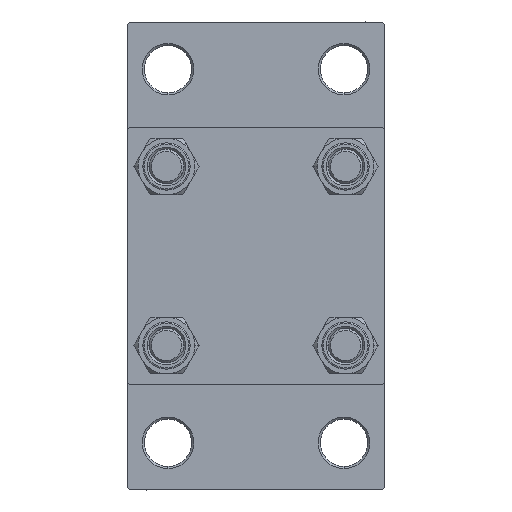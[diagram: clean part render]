
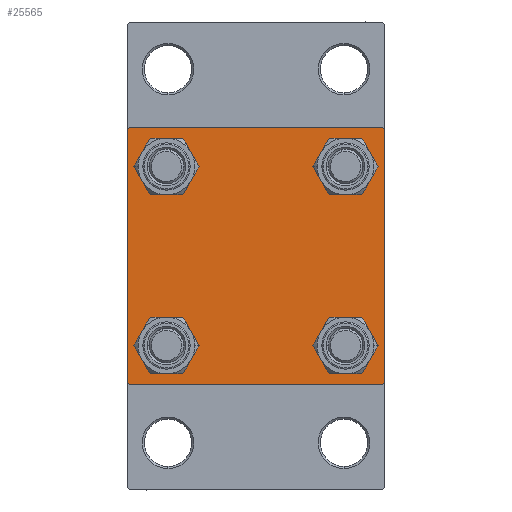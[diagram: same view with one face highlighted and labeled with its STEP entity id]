
A CAD part, left-side view. The second image highlights one B-rep face of the part: STEP entity #25565.
In plain terms, the highlighted planar face has unit normal (-1, 0, 0).
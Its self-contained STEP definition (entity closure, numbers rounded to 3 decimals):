
#741 = ORIENTED_EDGE ( 'NONE', *, *, #16953, .T. ) ;
#833 = EDGE_LOOP ( 'NONE', ( #6666, #741 ) ) ;
#1514 = ORIENTED_EDGE ( 'NONE', *, *, #9414, .T. ) ;
#1579 = VECTOR ( 'NONE', #22477, 1000. ) ;
#1650 = ORIENTED_EDGE ( 'NONE', *, *, #21000, .T. ) ;
#1744 = CARTESIAN_POINT ( 'NONE',  ( 0., 20.85, 16.35 ) ) ;
#3004 = DIRECTION ( 'NONE',  ( 0., 0., 1. ) ) ;
#3688 = EDGE_LOOP ( 'NONE', ( #4927, #15084 ) ) ;
#3745 = VERTEX_POINT ( 'NONE', #15479 ) ;
#3765 = CIRCLE ( 'NONE', #42660, 4.5 ) ;
#3830 = DIRECTION ( 'NONE',  ( 0., -0.707, 0.707 ) ) ;
#4616 = AXIS2_PLACEMENT_3D ( 'NONE', #13199, #38969, #19886 ) ;
#4927 = ORIENTED_EDGE ( 'NONE', *, *, #15215, .T. ) ;
#6122 = FACE_OUTER_BOUND ( 'NONE', #34524, .T. ) ;
#6382 = VERTEX_POINT ( 'NONE', #40499 ) ;
#6666 = ORIENTED_EDGE ( 'NONE', *, *, #42311, .T. ) ;
#6709 = EDGE_LOOP ( 'NONE', ( #21023, #8133 ) ) ;
#8089 = DIRECTION ( 'NONE',  ( 0., 0., 1. ) ) ;
#8133 = ORIENTED_EDGE ( 'NONE', *, *, #38350, .T. ) ;
#8349 = CARTESIAN_POINT ( 'NONE',  ( 0., -29.75, -29.75 ) ) ;
#8501 = VERTEX_POINT ( 'NONE', #1744 ) ;
#8968 = DIRECTION ( 'NONE',  ( 1., 0., 0. ) ) ;
#9414 = EDGE_CURVE ( 'NONE', #35643, #16043, #21993, .T. ) ;
#9788 = ORIENTED_EDGE ( 'NONE', *, *, #46319, .T. ) ;
#9962 = FACE_BOUND ( 'NONE', #43594, .T. ) ;
#10011 = EDGE_CURVE ( 'NONE', #34553, #43915, #27516, .T. ) ;
#10374 = CIRCLE ( 'NONE', #41621, 4.5 ) ;
#10741 = ORIENTED_EDGE ( 'NONE', *, *, #10011, .T. ) ;
#11255 = CARTESIAN_POINT ( 'NONE',  ( 0., -20.85, -25.35 ) ) ;
#11457 = DIRECTION ( 'NONE',  ( 1., 0., 0. ) ) ;
#11493 = CIRCLE ( 'NONE', #38186, 4.5 ) ;
#11534 = CARTESIAN_POINT ( 'NONE',  ( 0., 20.85, 25.35 ) ) ;
#11666 = LINE ( 'NONE', #19062, #15299 ) ;
#11764 = EDGE_CURVE ( 'NONE', #34019, #34155, #41078, .T. ) ;
#11941 = VERTEX_POINT ( 'NONE', #44884 ) ;
#12835 = PLANE ( 'NONE',  #32968 ) ;
#12998 = VERTEX_POINT ( 'NONE', #11255 ) ;
#13199 = CARTESIAN_POINT ( 'NONE',  ( 0., -20.85, 20.85 ) ) ;
#13281 = EDGE_CURVE ( 'NONE', #22299, #34155, #14752, .T. ) ;
#14536 = VECTOR ( 'NONE', #3830, 1000. ) ;
#14551 = CARTESIAN_POINT ( 'NONE',  ( 0., 30., 30. ) ) ;
#14752 = LINE ( 'NONE', #29318, #21639 ) ;
#15084 = ORIENTED_EDGE ( 'NONE', *, *, #32150, .T. ) ;
#15211 = DIRECTION ( 'NONE',  ( 0., -1., 0. ) ) ;
#15215 = EDGE_CURVE ( 'NONE', #6382, #3745, #3765, .T. ) ;
#15299 = VECTOR ( 'NONE', #26228, 1000. ) ;
#15479 = CARTESIAN_POINT ( 'NONE',  ( 0., 20.85, -25.35 ) ) ;
#16043 = VERTEX_POINT ( 'NONE', #41163 ) ;
#16802 = VECTOR ( 'NONE', #29115, 1000. ) ;
#16953 = EDGE_CURVE ( 'NONE', #8501, #20356, #22903, .T. ) ;
#17042 = CIRCLE ( 'NONE', #23130, 4.5 ) ;
#17129 = DIRECTION ( 'NONE',  ( 1., 0., 0. ) ) ;
#17888 = VERTEX_POINT ( 'NONE', #41005 ) ;
#18090 = EDGE_CURVE ( 'NONE', #17888, #12998, #34270, .T. ) ;
#18149 = AXIS2_PLACEMENT_3D ( 'NONE', #31920, #17129, #38605 ) ;
#18150 = CARTESIAN_POINT ( 'NONE',  ( 0., 20.85, -20.85 ) ) ;
#18979 = DIRECTION ( 'NONE',  ( 1., 0., 0. ) ) ;
#19062 = CARTESIAN_POINT ( 'NONE',  ( 0., -30., 30. ) ) ;
#19143 = CARTESIAN_POINT ( 'NONE',  ( 0., -29.5, -30. ) ) ;
#19220 = CARTESIAN_POINT ( 'NONE',  ( 0., 20.85, 20.85 ) ) ;
#19461 = CARTESIAN_POINT ( 'NONE',  ( 0., 29.75, 29.75 ) ) ;
#19553 = VERTEX_POINT ( 'NONE', #21765 ) ;
#19724 = DIRECTION ( 'NONE',  ( 0., 0., 1. ) ) ;
#19886 = DIRECTION ( 'NONE',  ( 0., 0., 1. ) ) ;
#19929 = DIRECTION ( 'NONE',  ( 0., 0., 1. ) ) ;
#20011 = DIRECTION ( 'NONE',  ( -1., 0., 0. ) ) ;
#20356 = VERTEX_POINT ( 'NONE', #11534 ) ;
#20454 = DIRECTION ( 'NONE',  ( 0., -1., 0. ) ) ;
#21000 = EDGE_CURVE ( 'NONE', #11941, #19553, #32692, .T. ) ;
#21023 = ORIENTED_EDGE ( 'NONE', *, *, #18090, .T. ) ;
#21193 = EDGE_CURVE ( 'NONE', #34019, #16043, #11666, .T. ) ;
#21290 = AXIS2_PLACEMENT_3D ( 'NONE', #36198, #21407, #3004 ) ;
#21407 = DIRECTION ( 'NONE',  ( 1., 0., 0. ) ) ;
#21639 = VECTOR ( 'NONE', #15211, 1000. ) ;
#21741 = ORIENTED_EDGE ( 'NONE', *, *, #23969, .T. ) ;
#21765 = CARTESIAN_POINT ( 'NONE',  ( 0., 30., -29.5 ) ) ;
#21993 = LINE ( 'NONE', #8349, #14536 ) ;
#22260 = ORIENTED_EDGE ( 'NONE', *, *, #21193, .F. ) ;
#22299 = VERTEX_POINT ( 'NONE', #34973 ) ;
#22477 = DIRECTION ( 'NONE',  ( 0., 0.707, 0.707 ) ) ;
#22805 = ORIENTED_EDGE ( 'NONE', *, *, #44537, .T. ) ;
#22903 = CIRCLE ( 'NONE', #38809, 4.5 ) ;
#23130 = AXIS2_PLACEMENT_3D ( 'NONE', #23303, #8968, #19724 ) ;
#23303 = CARTESIAN_POINT ( 'NONE',  ( 0., 20.85, -20.85 ) ) ;
#23587 = FACE_BOUND ( 'NONE', #3688, .T. ) ;
#23671 = VECTOR ( 'NONE', #42853, 1000. ) ;
#23969 = EDGE_CURVE ( 'NONE', #22299, #11941, #45704, .T. ) ;
#24270 = LINE ( 'NONE', #45760, #35830 ) ;
#25565 = ADVANCED_FACE ( 'NONE', ( #9962, #35508, #23587, #31470, #6122 ), #12835, .T. ) ;
#26228 = DIRECTION ( 'NONE',  ( 0., 0., -1. ) ) ;
#26961 = LINE ( 'NONE', #27193, #23671 ) ;
#27180 = CARTESIAN_POINT ( 'NONE',  ( 0., -29.5, 30. ) ) ;
#27193 = CARTESIAN_POINT ( 'NONE',  ( 0., 29.75, -29.75 ) ) ;
#27516 = CIRCLE ( 'NONE', #4616, 4.5 ) ;
#27547 = CARTESIAN_POINT ( 'NONE',  ( 0., 29.5, -30. ) ) ;
#29115 = DIRECTION ( 'NONE',  ( 0., 0., -1. ) ) ;
#29318 = CARTESIAN_POINT ( 'NONE',  ( 0., 30., 30. ) ) ;
#29857 = VECTOR ( 'NONE', #30682, 1000. ) ;
#30682 = DIRECTION ( 'NONE',  ( 0., 0.707, -0.707 ) ) ;
#30995 = DIRECTION ( 'NONE',  ( 0., 0., 1. ) ) ;
#31470 = FACE_BOUND ( 'NONE', #833, .T. ) ;
#31920 = CARTESIAN_POINT ( 'NONE',  ( 0., 20.85, 20.85 ) ) ;
#32090 = CARTESIAN_POINT ( 'NONE',  ( 0., -20.85, 25.35 ) ) ;
#32150 = EDGE_CURVE ( 'NONE', #3745, #6382, #17042, .T. ) ;
#32692 = LINE ( 'NONE', #14551, #16802 ) ;
#32716 = CARTESIAN_POINT ( 'NONE',  ( 0., -20.85, 20.85 ) ) ;
#32968 = AXIS2_PLACEMENT_3D ( 'NONE', #38151, #20011, #30995 ) ;
#34019 = VERTEX_POINT ( 'NONE', #39069 ) ;
#34155 = VERTEX_POINT ( 'NONE', #27180 ) ;
#34270 = CIRCLE ( 'NONE', #21290, 4.5 ) ;
#34524 = EDGE_LOOP ( 'NONE', ( #1650, #37756, #22805, #1514, #22260, #40383, #39713, #21741 ) ) ;
#34553 = VERTEX_POINT ( 'NONE', #46422 ) ;
#34973 = CARTESIAN_POINT ( 'NONE',  ( 0., 29.5, 30. ) ) ;
#35508 = FACE_BOUND ( 'NONE', #6709, .T. ) ;
#35643 = VERTEX_POINT ( 'NONE', #19143 ) ;
#35830 = VECTOR ( 'NONE', #20454, 1000. ) ;
#36198 = CARTESIAN_POINT ( 'NONE',  ( 0., -20.85, -20.85 ) ) ;
#36446 = CIRCLE ( 'NONE', #18149, 4.5 ) ;
#36525 = DIRECTION ( 'NONE',  ( 0., 0., 1. ) ) ;
#37756 = ORIENTED_EDGE ( 'NONE', *, *, #45464, .T. ) ;
#38151 = CARTESIAN_POINT ( 'NONE',  ( 0., 0., 0. ) ) ;
#38186 = AXIS2_PLACEMENT_3D ( 'NONE', #32716, #46794, #36525 ) ;
#38350 = EDGE_CURVE ( 'NONE', #12998, #17888, #10374, .T. ) ;
#38605 = DIRECTION ( 'NONE',  ( 0., 0., 1. ) ) ;
#38809 = AXIS2_PLACEMENT_3D ( 'NONE', #19220, #18979, #19929 ) ;
#38969 = DIRECTION ( 'NONE',  ( 1., 0., 0. ) ) ;
#39069 = CARTESIAN_POINT ( 'NONE',  ( 0., -30., 29.5 ) ) ;
#39713 = ORIENTED_EDGE ( 'NONE', *, *, #13281, .F. ) ;
#39736 = DIRECTION ( 'NONE',  ( 1., 0., 0. ) ) ;
#39972 = DIRECTION ( 'NONE',  ( 0., 0., 1. ) ) ;
#40383 = ORIENTED_EDGE ( 'NONE', *, *, #11764, .T. ) ;
#40499 = CARTESIAN_POINT ( 'NONE',  ( 0., 20.85, -16.35 ) ) ;
#41005 = CARTESIAN_POINT ( 'NONE',  ( 0., -20.85, -16.35 ) ) ;
#41078 = LINE ( 'NONE', #43722, #1579 ) ;
#41163 = CARTESIAN_POINT ( 'NONE',  ( 0., -30., -29.5 ) ) ;
#41621 = AXIS2_PLACEMENT_3D ( 'NONE', #43779, #39736, #39972 ) ;
#42311 = EDGE_CURVE ( 'NONE', #20356, #8501, #36446, .T. ) ;
#42660 = AXIS2_PLACEMENT_3D ( 'NONE', #18150, #11457, #8089 ) ;
#42853 = DIRECTION ( 'NONE',  ( 0., -0.707, -0.707 ) ) ;
#43594 = EDGE_LOOP ( 'NONE', ( #9788, #10741 ) ) ;
#43722 = CARTESIAN_POINT ( 'NONE',  ( 0., -29.75, 29.75 ) ) ;
#43779 = CARTESIAN_POINT ( 'NONE',  ( 0., -20.85, -20.85 ) ) ;
#43915 = VERTEX_POINT ( 'NONE', #32090 ) ;
#44537 = EDGE_CURVE ( 'NONE', #45929, #35643, #24270, .T. ) ;
#44884 = CARTESIAN_POINT ( 'NONE',  ( 0., 30., 29.5 ) ) ;
#45464 = EDGE_CURVE ( 'NONE', #19553, #45929, #26961, .T. ) ;
#45704 = LINE ( 'NONE', #19461, #29857 ) ;
#45760 = CARTESIAN_POINT ( 'NONE',  ( 0., 30., -30. ) ) ;
#45929 = VERTEX_POINT ( 'NONE', #27547 ) ;
#46319 = EDGE_CURVE ( 'NONE', #43915, #34553, #11493, .T. ) ;
#46422 = CARTESIAN_POINT ( 'NONE',  ( 0., -20.85, 16.35 ) ) ;
#46794 = DIRECTION ( 'NONE',  ( 1., 0., 0. ) ) ;
